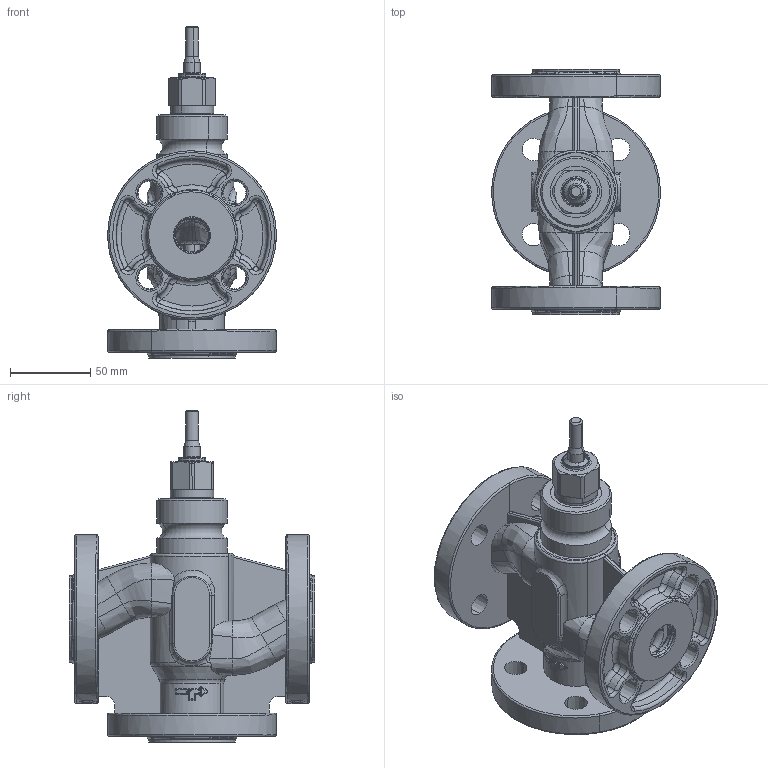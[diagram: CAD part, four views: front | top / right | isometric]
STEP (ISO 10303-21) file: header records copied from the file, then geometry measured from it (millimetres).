
FILE_DESCRIPTION(('CATIA V5 STEP Exchange'),'2;1');
FILE_NAME('VLA335 DN20.stp','2016-09-19T13:42:17+00:00',('none'),('none'),'CATIA Version 5-6 Release 2014 SP4 HF22','CATIA V5 STEP AP203','none');
FILE_SCHEMA(('CONFIG_CONTROL_DESIGN'));
Products named in the file (2): VLA335 DN25; 954-1367s1
Assembly tree (13 placements, depth 3):
  VLA335 DN25
    #57
    954-1367s1
      #76297
      #79100  x2
      #79236  x2
      #79673
    #79865
    #80270
    #81737  x3
Bounding box: 104.98 x 153 x 206.75 mm (x, y, z)
Volume: 440253.1 mm3; surface area: 173681.4 mm2
Topology: 12 solids, 12 shells, 1508 faces, 3494 edges, 1973 vertices
Faces by surface type: bspline 480, torus 379, cylinder 235, cone 205, plane 119, sphere 42, revolution 24, extrusion 24
Entity records: 81899 total; most frequent: CARTESIAN_POINT 53993, ORIENTED_EDGE 6758, DIRECTION 3576, EDGE_CURVE 3379, AXIS2_PLACEMENT_3D 2197, VERTEX_POINT 1935, EDGE_LOOP 1534, B_SPLINE_CURVE_WITH_KNOTS 1477
